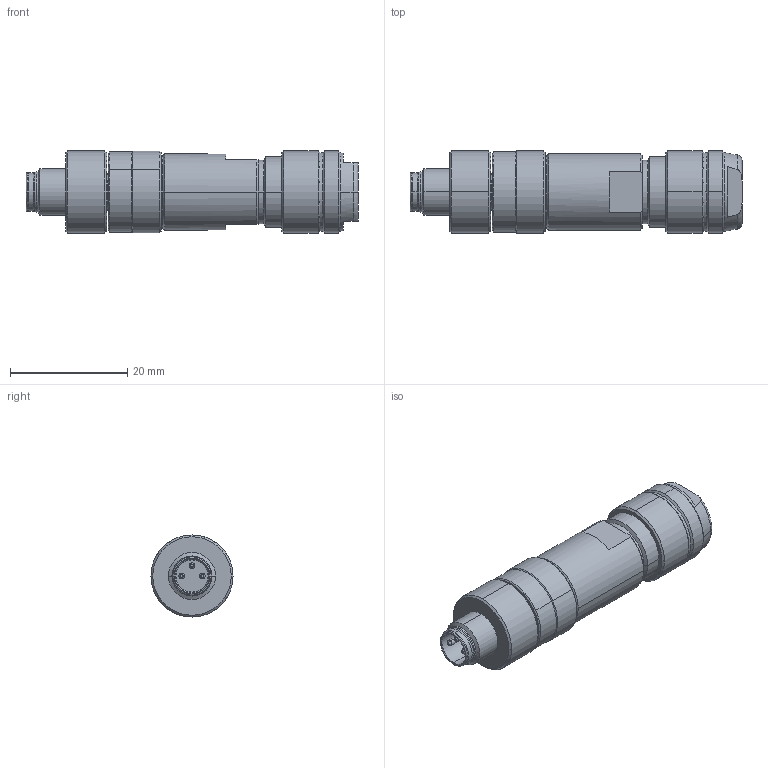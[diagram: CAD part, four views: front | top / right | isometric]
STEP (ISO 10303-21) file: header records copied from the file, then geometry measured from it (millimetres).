
FILE_DESCRIPTION(('SolidDesigner STEP Export'),'2;1');
FILE_NAME('1542884.stp','2008-07-25T13:00:57',(''),(''),'OneSpace Designer STEP processor for AP214 (Solid Model)','OneSpace Designer 14.50 18-Oct-2006 (C) CoCreate Software GmbH','');
FILE_SCHEMA(('AUTOMOTIVE_DESIGN { 1 0 10303 214 1 1 1 1 }'));
Length unit declared in the file: millimetre
Products named in the file (1): 1542884
Bounding box: 56.66 x 14 x 14 mm (x, y, z)
Volume: 7077.1 mm3; surface area: 2989 mm2
Topology: 1 solids, 1 shells, 111 faces, 288 edges, 190 vertices
Faces by surface type: cylinder 38, cone 36, plane 21, torus 16
Entity records: 2748 total; most frequent: ORIENTED_EDGE 576, CARTESIAN_POINT 474, DIRECTION 372, EDGE_CURVE 288, VERTEX_POINT 190, AXIS2_PLACEMENT_3D 144, EDGE_LOOP 122, FACE_OUTER_BOUND 111
